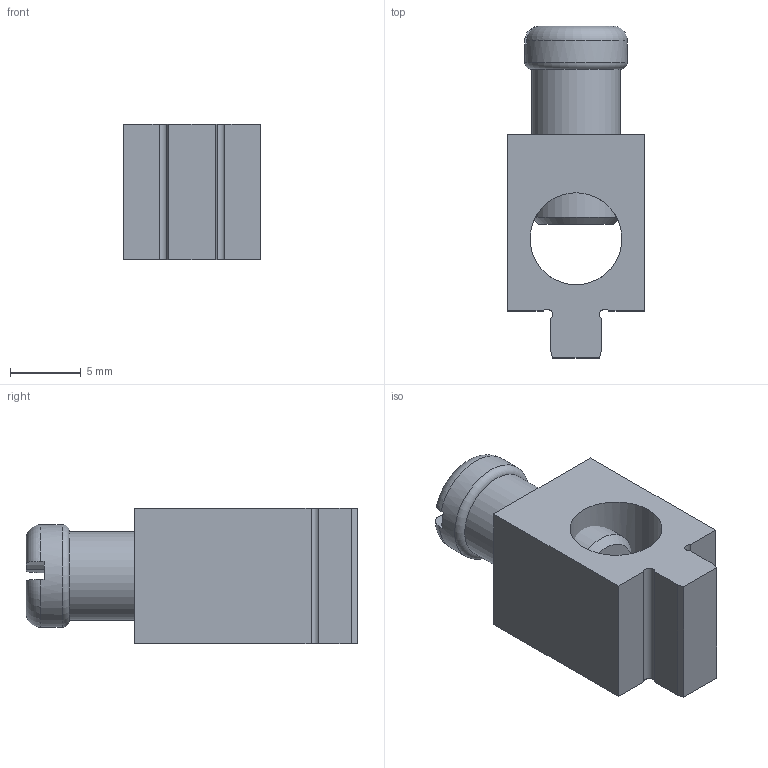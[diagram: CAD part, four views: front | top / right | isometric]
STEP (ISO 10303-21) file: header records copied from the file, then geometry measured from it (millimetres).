
FILE_DESCRIPTION(/* description */ (''),/* implementation_level */ '2;1');
FILE_NAME(/* name */ 'B4A-PCB-RS.stp',/* time_stamp */ '2016-07-21T09:41:51-04:00',/* author */ ('tsmith'),/* organization */ (''),/* preprocessor_version */ 'ST-DEVELOPER v15.6',/* originating_system */ 'Autodesk Inventor 2015',/* authorisation */ '');
FILE_SCHEMA (('AUTOMOTIVE_DESIGN { 1 0 10303 214 3 1 1 }'));
Length unit declared in the file: inch
Products named in the file (3): B4A-PCB; 14621; B4A-PCB-RS
Assembly tree (2 placements, depth 2):
  B4A-PCB-RS
    B4A-PCB
    14621
Bounding box: 9.65 x 23.37 x 9.53 mm (x, y, z)
Volume: 1258.6 mm3; surface area: 1285.5 mm2
Topology: 2 solids, 2 shells, 50 faces, 126 edges, 82 vertices
Faces by surface type: plane 36, cylinder 8, cone 3, torus 3
Full cylindrical faces by diameter (mm): 5.359 x1, 6.248 x1, 6.477 x1, 7.239 x1
Entity records: 1600 total; most frequent: CARTESIAN_POINT 379, DIRECTION 238, ORIENTED_EDGE 228, EDGE_CURVE 114, AXIS2_PLACEMENT_3D 80, LINE 78, VECTOR 78, VERTEX_POINT 78
